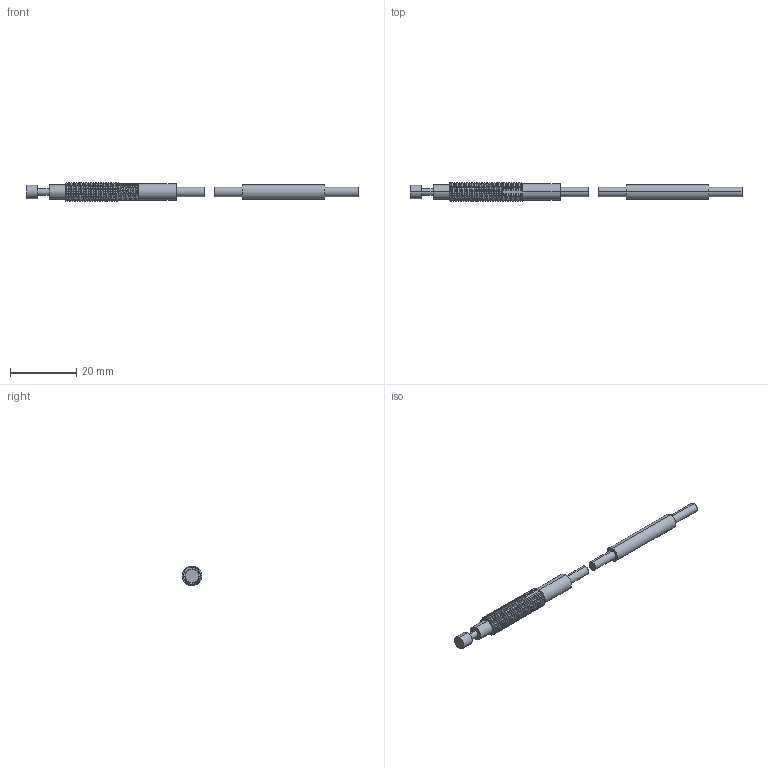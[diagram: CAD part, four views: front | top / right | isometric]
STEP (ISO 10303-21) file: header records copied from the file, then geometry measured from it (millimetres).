
FILE_DESCRIPTION (( 'STEP AP203' ), '1' );
FILE_NAME ('CS067A-BL.STEP', '2017-02-23T13:54:41', ( '' ), ( '' ), 'SwSTEP 2.0', 'SolidWorks 2017', '' );
FILE_SCHEMA (( 'CONFIG_CONTROL_DESIGN' ));
Length unit declared in the file: millimetre
Products named in the file (1): CS067A-BL
Bounding box: 100.56 x 6 x 6 mm (x, y, z)
Volume: 1439.5 mm3; surface area: 1625.2 mm2
Topology: 2 solids, 2 shells, 143 faces, 395 edges, 262 vertices
Faces by surface type: cylinder 76, bspline 51, plane 16
Entity records: 75078 total; most frequent: CARTESIAN_POINT 72195, ORIENTED_EDGE 790, EDGE_CURVE 395, DIRECTION 353, VERTEX_POINT 262, EDGE_LOOP 149, ADVANCED_FACE 143, FACE_OUTER_BOUND 143
